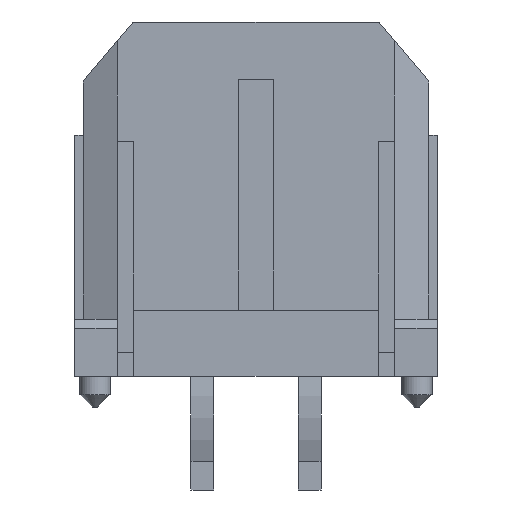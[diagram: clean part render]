
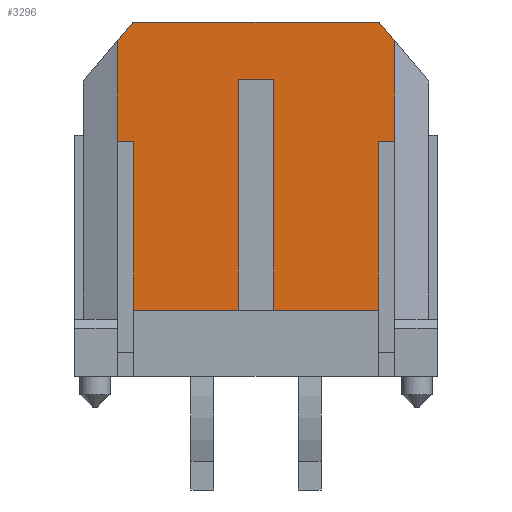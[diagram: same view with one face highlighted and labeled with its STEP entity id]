
A CAD part, front view. The second image highlights one B-rep face of the part: STEP entity #3296.
In plain terms, the highlighted planar face has unit normal (0, -1, 0).
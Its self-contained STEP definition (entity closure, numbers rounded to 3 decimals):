
#239=FACE_OUTER_BOUND('',#428,.T.);
#428=EDGE_LOOP('',(#2907,#2908,#2909,#2910,#2911,#2912,#2913,#2914,#2915,
#2916,#2917,#2918,#2919,#2920));
#458=LINE('',#4408,#889);
#461=LINE('',#4414,#892);
#470=LINE('',#4435,#901);
#530=LINE('',#4569,#961);
#598=LINE('',#4720,#1029);
#616=LINE('',#4751,#1047);
#679=LINE('',#4879,#1110);
#766=LINE('',#5041,#1197);
#791=LINE('',#5113,#1222);
#793=LINE('',#5116,#1224);
#802=LINE('',#5132,#1233);
#832=LINE('',#5187,#1263);
#844=LINE('',#5213,#1275);
#864=LINE('',#5278,#1295);
#889=VECTOR('',#3559,1000.);
#892=VECTOR('',#3564,1000.);
#901=VECTOR('',#3577,1000.);
#961=VECTOR('',#3671,1000.);
#1029=VECTOR('',#3775,1000.);
#1047=VECTOR('',#3797,1000.);
#1110=VECTOR('',#3900,1000.);
#1197=VECTOR('',#4033,1000.);
#1222=VECTOR('',#4114,1000.);
#1224=VECTOR('',#4116,1000.);
#1233=VECTOR('',#4135,1000.);
#1263=VECTOR('',#4195,1000.);
#1275=VECTOR('',#4229,1000.);
#1295=VECTOR('',#4335,1000.);
#1317=VERTEX_POINT('',#4401);
#1320=VERTEX_POINT('',#4406);
#1321=VERTEX_POINT('',#4410);
#1331=VERTEX_POINT('',#4432);
#1332=VERTEX_POINT('',#4434);
#1388=VERTEX_POINT('',#4566);
#1389=VERTEX_POINT('',#4568);
#1453=VERTEX_POINT('',#4717);
#1454=VERTEX_POINT('',#4719);
#1465=VERTEX_POINT('',#4750);
#1510=VERTEX_POINT('',#4878);
#1562=VERTEX_POINT('',#5039);
#1582=VERTEX_POINT('',#5115);
#1594=VERTEX_POINT('',#5185);
#1623=EDGE_CURVE('',#1320,#1317,#458,.T.);
#1626=EDGE_CURVE('',#1321,#1317,#461,.T.);
#1635=EDGE_CURVE('',#1331,#1332,#470,.T.);
#1699=EDGE_CURVE('',#1389,#1388,#530,.T.);
#1770=EDGE_CURVE('',#1453,#1454,#598,.T.);
#1788=EDGE_CURVE('',#1465,#1388,#616,.T.);
#1852=EDGE_CURVE('',#1454,#1510,#679,.T.);
#1939=EDGE_CURVE('',#1562,#1320,#766,.T.);
#1974=EDGE_CURVE('',#1389,#1562,#791,.T.);
#1976=EDGE_CURVE('',#1321,#1582,#793,.T.);
#1985=EDGE_CURVE('',#1582,#1331,#802,.T.);
#2017=EDGE_CURVE('',#1332,#1594,#832,.T.);
#2029=EDGE_CURVE('',#1465,#1510,#844,.T.);
#2054=EDGE_CURVE('',#1594,#1453,#864,.T.);
#2907=ORIENTED_EDGE('',*,*,#1852,.F.);
#2908=ORIENTED_EDGE('',*,*,#1770,.F.);
#2909=ORIENTED_EDGE('',*,*,#2054,.F.);
#2910=ORIENTED_EDGE('',*,*,#2017,.F.);
#2911=ORIENTED_EDGE('',*,*,#1635,.F.);
#2912=ORIENTED_EDGE('',*,*,#1985,.F.);
#2913=ORIENTED_EDGE('',*,*,#1976,.F.);
#2914=ORIENTED_EDGE('',*,*,#1626,.T.);
#2915=ORIENTED_EDGE('',*,*,#1623,.F.);
#2916=ORIENTED_EDGE('',*,*,#1939,.F.);
#2917=ORIENTED_EDGE('',*,*,#1974,.F.);
#2918=ORIENTED_EDGE('',*,*,#1699,.T.);
#2919=ORIENTED_EDGE('',*,*,#1788,.F.);
#2920=ORIENTED_EDGE('',*,*,#2029,.T.);
#3124=PLANE('',#3510);
#3296=ADVANCED_FACE('',(#239),#3124,.T.);
#3510=AXIS2_PLACEMENT_3D('',#5277,#4333,#4334);
#3559=DIRECTION('',(-1.,0.,0.));
#3564=DIRECTION('',(0.,0.,1.));
#3577=DIRECTION('',(-1.,0.,0.));
#3671=DIRECTION('',(0.,0.,1.));
#3775=DIRECTION('',(1.,0.,0.));
#3797=DIRECTION('',(-1.,0.,0.));
#3900=DIRECTION('',(0.643,0.,-0.766));
#4033=DIRECTION('',(0.,0.,1.));
#4114=DIRECTION('',(-1.,0.,0.));
#4116=DIRECTION('',(-1.,0.,0.));
#4135=DIRECTION('',(0.,0.,1.));
#4195=DIRECTION('',(0.,0.,1.));
#4229=DIRECTION('',(0.,0.,1.));
#4333=DIRECTION('center_axis',(0.,-1.,0.));
#4334=DIRECTION('ref_axis',(0.,0.,-1.));
#4335=DIRECTION('',(0.643,0.,0.766));
#4401=CARTESIAN_POINT('',(-0.5,-3.43,3.355));
#4406=CARTESIAN_POINT('',(0.5,-3.43,3.355));
#4408=CARTESIAN_POINT('',(0.5,-3.43,3.355));
#4410=CARTESIAN_POINT('',(-0.5,-3.43,-3.105));
#4414=CARTESIAN_POINT('',(-0.5,-3.43,-3.105));
#4432=CARTESIAN_POINT('',(-3.425,-3.43,1.615));
#4434=CARTESIAN_POINT('',(-3.875,-3.43,1.615));
#4435=CARTESIAN_POINT('',(-3.425,-3.43,1.615));
#4566=CARTESIAN_POINT('',(3.425,-3.43,1.615));
#4568=CARTESIAN_POINT('',(3.425,-3.43,-3.105));
#4569=CARTESIAN_POINT('',(3.425,-3.43,-3.105));
#4717=CARTESIAN_POINT('',(-3.44,-3.43,4.955));
#4719=CARTESIAN_POINT('',(3.44,-3.43,4.955));
#4720=CARTESIAN_POINT('',(-3.44,-3.43,4.955));
#4750=CARTESIAN_POINT('',(3.875,-3.43,1.615));
#4751=CARTESIAN_POINT('',(3.875,-3.43,1.615));
#4878=CARTESIAN_POINT('',(3.875,-3.43,4.437));
#4879=CARTESIAN_POINT('',(3.44,-3.43,4.955));
#5039=CARTESIAN_POINT('',(0.5,-3.43,-3.105));
#5041=CARTESIAN_POINT('',(0.5,-3.43,-3.105));
#5113=CARTESIAN_POINT('',(3.425,-3.43,-3.105));
#5115=CARTESIAN_POINT('',(-3.425,-3.43,-3.105));
#5116=CARTESIAN_POINT('',(-0.5,-3.43,-3.105));
#5132=CARTESIAN_POINT('',(-3.425,-3.43,-3.105));
#5185=CARTESIAN_POINT('',(-3.875,-3.43,4.437));
#5187=CARTESIAN_POINT('',(-3.875,-3.43,1.615));
#5213=CARTESIAN_POINT('',(3.875,-3.43,1.615));
#5277=CARTESIAN_POINT('Origin',(-4.825,-3.43,-4.955));
#5278=CARTESIAN_POINT('',(-3.875,-3.43,4.437));
